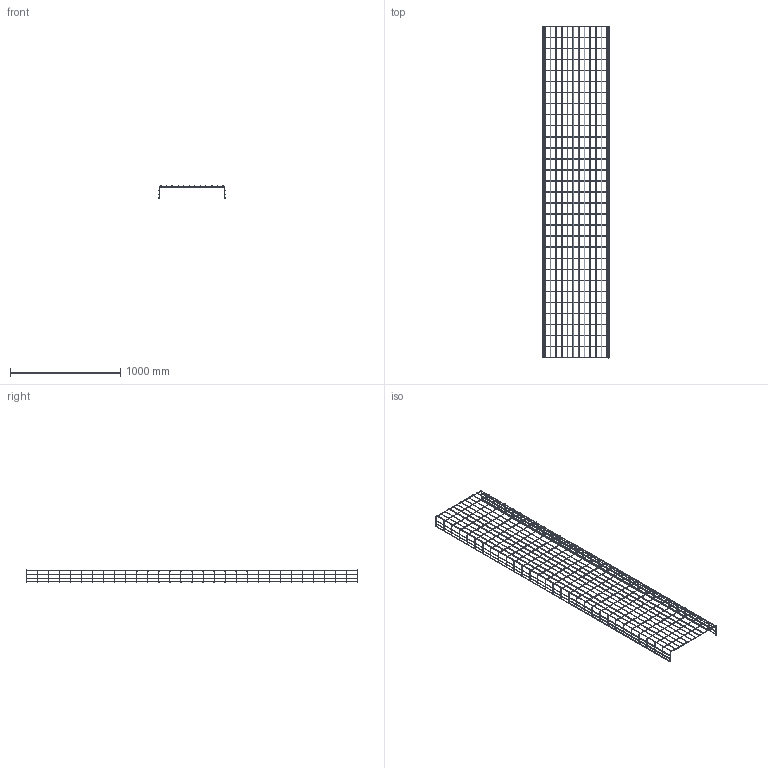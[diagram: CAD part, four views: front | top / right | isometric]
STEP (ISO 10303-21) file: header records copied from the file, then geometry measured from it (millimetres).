
FILE_DESCRIPTION((''),'2;1');
FILE_NAME('912260_PRT','2018-11-07T13:28:37',('tomasz.grudniewski'),(''),'CREO PARAMETRIC BY PTC INC, 2018260','CREO PARAMETRIC BY PTC INC, 2018260','');
FILE_SCHEMA(('CONFIG_CONTROL_DESIGN'));
Length unit declared in the file: millimetre
Products named in the file (1): 912260_PRT
Bounding box: 600 x 3005 x 109.87 mm (x, y, z)
Volume: 1538684.2 mm3; surface area: 1232555.4 mm2
Topology: 49 solids, 49 shells, 640 faces, 1182 edges, 640 vertices
Faces by surface type: cylinder 222, bspline 124, torus 124, plane 98, cone 72
Entity records: 30462 total; most frequent: CARTESIAN_POINT 18460, DIRECTION 2482, ORIENTED_EDGE 2364, EDGE_CURVE 1182, AXIS2_PLACEMENT_3D 1032, VERTEX_POINT 640, EDGE_LOOP 640, FACE_OUTER_BOUND 640
